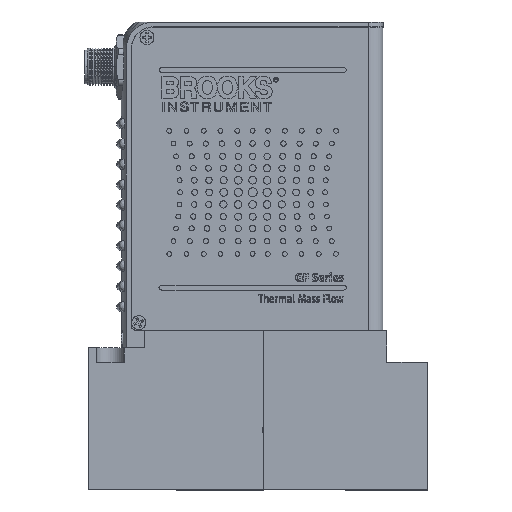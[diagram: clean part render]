
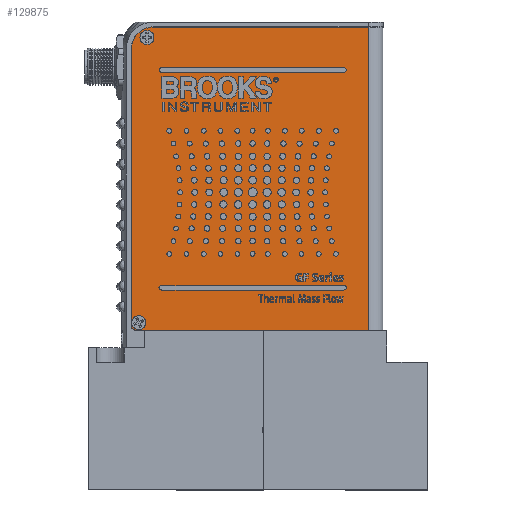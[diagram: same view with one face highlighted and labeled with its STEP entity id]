
A CAD part, top view. The second image highlights one B-rep face of the part: STEP entity #129875.
In plain terms, the highlighted planar face has unit normal (0, 0, 1).
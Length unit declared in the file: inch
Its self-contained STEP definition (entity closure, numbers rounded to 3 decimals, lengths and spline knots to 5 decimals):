
#1216 = CARTESIAN_POINT ( 'NONE',  ( -1.53341, 2.055, 0.56 ) ) ;
#2934 = FACE_BOUND ( 'NONE', #131651, .T. ) ;
#4968 = AXIS2_PLACEMENT_3D ( 'NONE', #88240, #36308, #80745 ) ;
#6001 = CARTESIAN_POINT ( 'NONE',  ( 1.29759, 1.957, 0.56 ) ) ;
#9930 = VERTEX_POINT ( 'NONE', #123155 ) ;
#14707 = CIRCLE ( 'NONE', #84380, 0.063 ) ;
#19080 = AXIS2_PLACEMENT_3D ( 'NONE', #103074, #79111, #122788 ) ;
#19471 = VERTEX_POINT ( 'NONE', #30955 ) ;
#21495 = DIRECTION ( 'NONE',  ( 0., -1., 0. ) ) ;
#21786 = EDGE_LOOP ( 'NONE', ( #38441, #65073 ) ) ;
#22078 = AXIS2_PLACEMENT_3D ( 'NONE', #86257, #132781, #21495 ) ;
#22556 = CARTESIAN_POINT ( 'NONE',  ( 1.29759, 5.688, 0.56 ) ) ;
#23994 = VECTOR ( 'NONE', #51278, 39.37008 ) ;
#27935 = VERTEX_POINT ( 'NONE', #132087 ) ;
#29724 = EDGE_CURVE ( 'NONE', #64626, #9930, #118721, .T. ) ;
#30955 = CARTESIAN_POINT ( 'NONE',  ( -1.62141, 5.418, 0.56 ) ) ;
#31781 = DIRECTION ( 'NONE',  ( 0., 0., 1. ) ) ;
#34836 = ORIENTED_EDGE ( 'NONE', *, *, #111214, .T. ) ;
#35062 = VERTEX_POINT ( 'NONE', #78521 ) ;
#36308 = DIRECTION ( 'NONE',  ( 0., 0., 1. ) ) ;
#36333 = DIRECTION ( 'NONE',  ( 0., 0., -1. ) ) ;
#38441 = ORIENTED_EDGE ( 'NONE', *, *, #117208, .F. ) ;
#38919 = ORIENTED_EDGE ( 'NONE', *, *, #29724, .T. ) ;
#38924 = LINE ( 'NONE', #140007, #23994 ) ;
#40614 = VERTEX_POINT ( 'NONE', #125056 ) ;
#41664 = DIRECTION ( 'NONE',  ( 0., 0., 1. ) ) ;
#43116 = CARTESIAN_POINT ( 'NONE',  ( -1.35141, 5.418, 0.56 ) ) ;
#45815 = FACE_OUTER_BOUND ( 'NONE', #140580, .T. ) ;
#47255 = CARTESIAN_POINT ( 'NONE',  ( 1.29759, 5.688, 0.56 ) ) ;
#51196 = EDGE_CURVE ( 'NONE', #97481, #132926, #95944, .T. ) ;
#51278 = DIRECTION ( 'NONE',  ( 0., -1., 0. ) ) ;
#51873 = DIRECTION ( 'NONE',  ( -1., 0., 0. ) ) ;
#52259 = CIRCLE ( 'NONE', #22078, 0.086 ) ;
#53719 = CARTESIAN_POINT ( 'NONE',  ( 1.29759, 5.688, 0.56 ) ) ;
#57662 = CARTESIAN_POINT ( 'NONE',  ( -1.43141, 5.473, 0.56 ) ) ;
#60857 = VERTEX_POINT ( 'NONE', #115558 ) ;
#63128 = ORIENTED_EDGE ( 'NONE', *, *, #77247, .T. ) ;
#63250 = DIRECTION ( 'NONE',  ( 1., 0., 0. ) ) ;
#63437 = DIRECTION ( 'NONE',  ( 1., 0., 0. ) ) ;
#64626 = VERTEX_POINT ( 'NONE', #84718 ) ;
#65073 = ORIENTED_EDGE ( 'NONE', *, *, #136896, .F. ) ;
#68422 = FACE_BOUND ( 'NONE', #21786, .T. ) ;
#69389 = EDGE_CURVE ( 'NONE', #132926, #9930, #77669, .T. ) ;
#70146 = EDGE_CURVE ( 'NONE', #27935, #40614, #127903, .T. ) ;
#73986 = CARTESIAN_POINT ( 'NONE',  ( -1.55841, 2.02, 0.56 ) ) ;
#75942 = AXIS2_PLACEMENT_3D ( 'NONE', #43116, #41664, #51873 ) ;
#77247 = EDGE_CURVE ( 'NONE', #60857, #64626, #14707, .T. ) ;
#77669 = LINE ( 'NONE', #135052, #102239 ) ;
#78521 = CARTESIAN_POINT ( 'NONE',  ( -1.43141, 5.645, 0.56 ) ) ;
#79111 = DIRECTION ( 'NONE',  ( 0., 0., 1. ) ) ;
#80121 = CARTESIAN_POINT ( 'NONE',  ( -1.35141, 5.688, 0.56 ) ) ;
#80745 = DIRECTION ( 'NONE',  ( 0., -1., 0. ) ) ;
#83328 = VECTOR ( 'NONE', #63250, 39.37008 ) ;
#84380 = AXIS2_PLACEMENT_3D ( 'NONE', #73986, #85596, #134772 ) ;
#84718 = CARTESIAN_POINT ( 'NONE',  ( -1.55841, 1.957, 0.56 ) ) ;
#84974 = ORIENTED_EDGE ( 'NONE', *, *, #51196, .F. ) ;
#85596 = DIRECTION ( 'NONE',  ( 0., 0., 1. ) ) ;
#86257 = CARTESIAN_POINT ( 'NONE',  ( -1.53341, 2.055, 0.56 ) ) ;
#86455 = CIRCLE ( 'NONE', #19080, 0.086 ) ;
#88240 = CARTESIAN_POINT ( 'NONE',  ( -1.43141, 5.559, 0.56 ) ) ;
#89472 = EDGE_CURVE ( 'NONE', #97481, #19471, #138583, .T. ) ;
#90946 = CIRCLE ( 'NONE', #4968, 0.086 ) ;
#95944 = LINE ( 'NONE', #53719, #83328 ) ;
#96646 = ORIENTED_EDGE ( 'NONE', *, *, #70146, .F. ) ;
#97481 = VERTEX_POINT ( 'NONE', #80121 ) ;
#100009 = VECTOR ( 'NONE', #63437, 39.37008 ) ;
#102239 = VECTOR ( 'NONE', #134361, 39.37008 ) ;
#103074 = CARTESIAN_POINT ( 'NONE',  ( -1.43141, 5.559, 0.56 ) ) ;
#107020 = AXIS2_PLACEMENT_3D ( 'NONE', #1216, #31781, #109637 ) ;
#109637 = DIRECTION ( 'NONE',  ( 0., -1., 0. ) ) ;
#111214 = EDGE_CURVE ( 'NONE', #19471, #60857, #38924, .T. ) ;
#112090 = PLANE ( 'NONE',  #113438 ) ;
#113438 = AXIS2_PLACEMENT_3D ( 'NONE', #47255, #36333, #114949 ) ;
#114949 = DIRECTION ( 'NONE',  ( -1., 0., 0. ) ) ;
#115558 = CARTESIAN_POINT ( 'NONE',  ( -1.62141, 2.02, 0.56 ) ) ;
#117208 = EDGE_CURVE ( 'NONE', #125241, #35062, #86455, .T. ) ;
#118721 = LINE ( 'NONE', #6001, #100009 ) ;
#122788 = DIRECTION ( 'NONE',  ( 0., -1., 0. ) ) ;
#123155 = CARTESIAN_POINT ( 'NONE',  ( 1.29759, 1.957, 0.56 ) ) ;
#125056 = CARTESIAN_POINT ( 'NONE',  ( -1.53341, 1.969, 0.56 ) ) ;
#125241 = VERTEX_POINT ( 'NONE', #57662 ) ;
#127903 = CIRCLE ( 'NONE', #107020, 0.086 ) ;
#129875 = ADVANCED_FACE ( 'NONE', ( #45815, #68422, #2934 ), #112090, .F. ) ;
#129949 = ORIENTED_EDGE ( 'NONE', *, *, #139600, .F. ) ;
#131651 = EDGE_LOOP ( 'NONE', ( #129949, #96646 ) ) ;
#132087 = CARTESIAN_POINT ( 'NONE',  ( -1.53341, 2.141, 0.56 ) ) ;
#132781 = DIRECTION ( 'NONE',  ( 0., 0., 1. ) ) ;
#132926 = VERTEX_POINT ( 'NONE', #22556 ) ;
#134361 = DIRECTION ( 'NONE',  ( 0., -1., 0. ) ) ;
#134772 = DIRECTION ( 'NONE',  ( -1., 0., 0. ) ) ;
#135052 = CARTESIAN_POINT ( 'NONE',  ( 1.29759, 5.688, 0.56 ) ) ;
#136896 = EDGE_CURVE ( 'NONE', #35062, #125241, #90946, .T. ) ;
#138583 = CIRCLE ( 'NONE', #75942, 0.27 ) ;
#139600 = EDGE_CURVE ( 'NONE', #40614, #27935, #52259, .T. ) ;
#140007 = CARTESIAN_POINT ( 'NONE',  ( -1.62141, 5.688, 0.56 ) ) ;
#140580 = EDGE_LOOP ( 'NONE', ( #34836, #63128, #38919, #141113, #84974, #143343 ) ) ;
#141113 = ORIENTED_EDGE ( 'NONE', *, *, #69389, .F. ) ;
#143343 = ORIENTED_EDGE ( 'NONE', *, *, #89472, .T. ) ;
